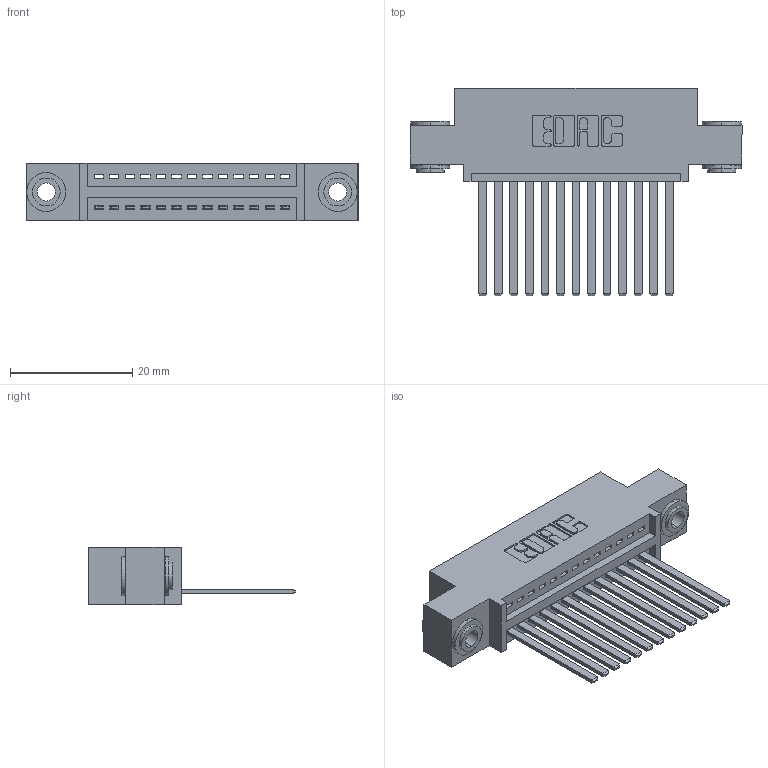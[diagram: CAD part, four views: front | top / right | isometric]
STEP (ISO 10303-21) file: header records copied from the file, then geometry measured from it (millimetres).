
FILE_DESCRIPTION (( 'STEP AP203' ), '1' );
FILE_NAME ('345-013-544-403.STEP', '2018-08-18T06:55:19', ( '' ), ( '' ), 'SwSTEP 2.0', 'SolidWorks 2016', '' );
FILE_SCHEMA (( 'CONFIG_CONTROL_DESIGN' ));
Length unit declared in the file: inch
Products named in the file (4): 345 Part_0.110 Offset - 0.156 Dia-TH; 345-292-001_345-293-144; 345-250-002_345-250-002-102; 345-013-544-403
Assembly tree (16 placements, depth 2):
  345-013-544-403
    345 Part_0.110 Offset - 0.156 Dia-TH
    345-292-001_345-293-144  x13
    345-250-002_345-250-002-102  x2
Bounding box: 54.23 x 33.96 x 9.4 mm (x, y, z)
Volume: 5009.8 mm3; surface area: 7011.7 mm2
Topology: 16 solids, 16 shells, 844 faces, 2483 edges, 1634 vertices
Faces by surface type: plane 562, cylinder 274, cone 8
Entity records: 14286 total; most frequent: CARTESIAN_POINT 2454, ORIENTED_EDGE 2394, DIRECTION 2213, EDGE_CURVE 1197, LINE 993, VECTOR 993, VERTEX_POINT 794, AXIS2_PLACEMENT_3D 610
